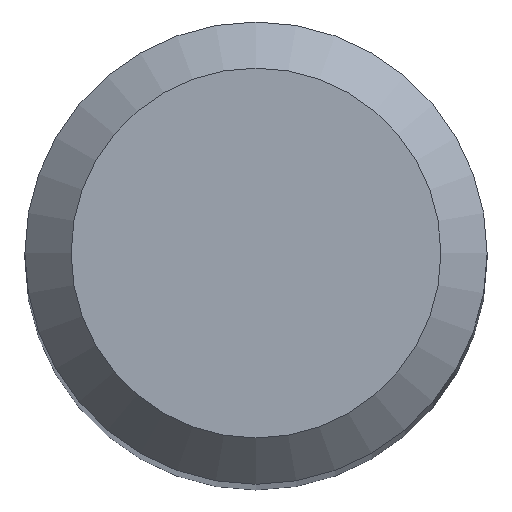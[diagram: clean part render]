
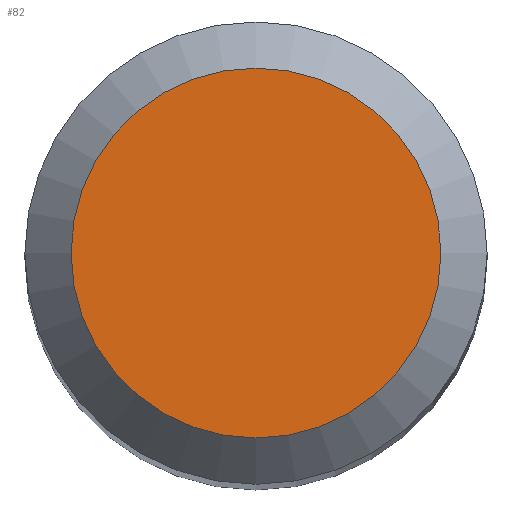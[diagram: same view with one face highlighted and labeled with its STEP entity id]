
A CAD part, top view. The second image highlights one B-rep face of the part: STEP entity #82.
In plain terms, the highlighted planar face has unit normal (0, 0, 1).
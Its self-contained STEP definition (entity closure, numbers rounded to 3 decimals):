
#47 = CARTESIAN_POINT ( 'NONE',  ( 0., 0., 35. ) ) ;
#52 = VERTEX_POINT ( 'NONE', #146 ) ;
#59 = AXIS2_PLACEMENT_3D ( 'NONE', #107, #123, #121 ) ;
#60 = DIRECTION ( 'NONE',  ( 0., 0., -1. ) ) ;
#82 = ADVANCED_FACE ( 'NONE', ( #139 ), #122, .F. ) ;
#107 = CARTESIAN_POINT ( 'NONE',  ( 0., 0., 35. ) ) ;
#121 = DIRECTION ( 'NONE',  ( 0., 1., 0. ) ) ;
#122 = PLANE ( 'NONE',  #170 ) ;
#123 = DIRECTION ( 'NONE',  ( 0., 0., -1. ) ) ;
#126 = DIRECTION ( 'NONE',  ( 0., 1., 0. ) ) ;
#130 = EDGE_LOOP ( 'NONE', ( #152 ) ) ;
#139 = FACE_OUTER_BOUND ( 'NONE', #130, .T. ) ;
#146 = CARTESIAN_POINT ( 'NONE',  ( 0., 1.6, 35. ) ) ;
#152 = ORIENTED_EDGE ( 'NONE', *, *, #175, .F. ) ;
#170 = AXIS2_PLACEMENT_3D ( 'NONE', #47, #60, #126 ) ;
#175 = EDGE_CURVE ( 'NONE', #52, #52, #237, .T. ) ;
#237 = CIRCLE ( 'NONE', #59, 1.6 ) ;
